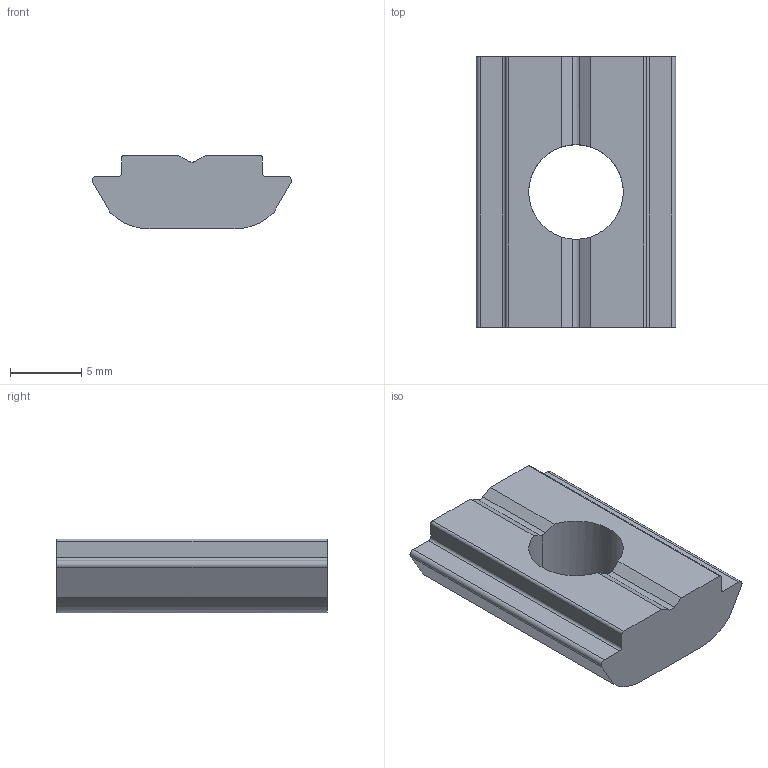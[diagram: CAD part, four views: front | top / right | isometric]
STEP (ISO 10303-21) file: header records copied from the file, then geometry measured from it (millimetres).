
FILE_DESCRIPTION (( 'STEP AP203' ), '1' );
FILE_NAME ('412529324.STEP', '2022-08-11T16:20:49', ( '' ), ( '' ), 'SwSTEP 2.0', 'SolidWorks 2014', '' );
FILE_SCHEMA (( 'CONFIG_CONTROL_DESIGN' ));
Length unit declared in the file: millimetre
Products named in the file (1): 412529324
Bounding box: 14 x 19 x 5.2 mm (x, y, z)
Volume: 933.6 mm3; surface area: 809.2 mm2
Topology: 1 solids, 1 shells, 29 faces, 87 edges, 58 vertices
Faces by surface type: plane 16, cylinder 13
Entity records: 1086 total; most frequent: CARTESIAN_POINT 217, ORIENTED_EDGE 174, DIRECTION 163, EDGE_CURVE 87, VERTEX_POINT 58, AXIS2_PLACEMENT_3D 56, VECTOR 51, LINE 51
